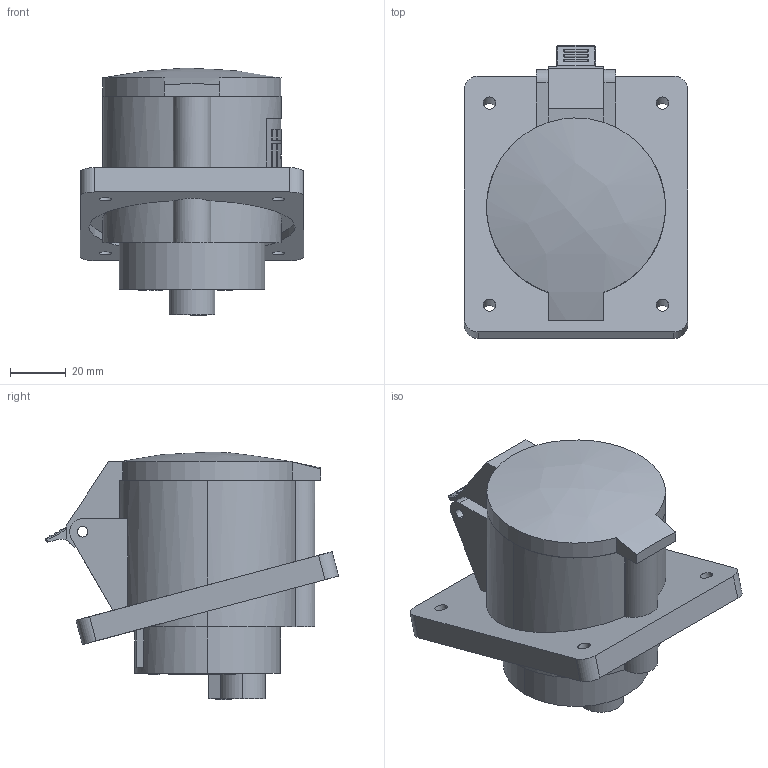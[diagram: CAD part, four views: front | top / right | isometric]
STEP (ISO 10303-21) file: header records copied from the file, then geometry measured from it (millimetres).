
FILE_DESCRIPTION (( 'STEP AP214' ), '1' );
FILE_NAME ('PSN42-032-4 Ðîçåòêà âñòðàèâàåìàÿ ÑÑÈ-424 32À-6÷_380-415Â 3Ð+PÅ IP44 MAGNUM ÈÝÊ.STEP', '2017-01-26T08:15:13', ( '' ), ( '' ), 'SwSTEP 2.0', 'SolidWorks 2014', '' );
FILE_SCHEMA (( 'AUTOMOTIVE_DESIGN' ));
Length unit declared in the file: millimetre
Products named in the file (1): PSN42-032-4 Ðîçåòêà âñòðàèâàåìàÿ ÑÑÈ-424 32À-6÷_380-415Â 3Ð+PÅ IP44 MAGNUM ÈÝÊ
Bounding box: 80 x 105.03 x 88.66 mm (x, y, z)
Volume: 215488 mm3; surface area: 72768.4 mm2
Topology: 10 solids, 14 shells, 575 faces, 1465 edges, 964 vertices
Faces by surface type: plane 326, cylinder 183, bspline 40, cone 16, torus 6, sphere 4
Entity records: 20189 total; most frequent: CARTESIAN_POINT 5834, ORIENTED_EDGE 2902, DIRECTION 2801, EDGE_CURVE 1451, AXIS2_PLACEMENT_3D 971, VERTEX_POINT 964, VECTOR 859, LINE 859
